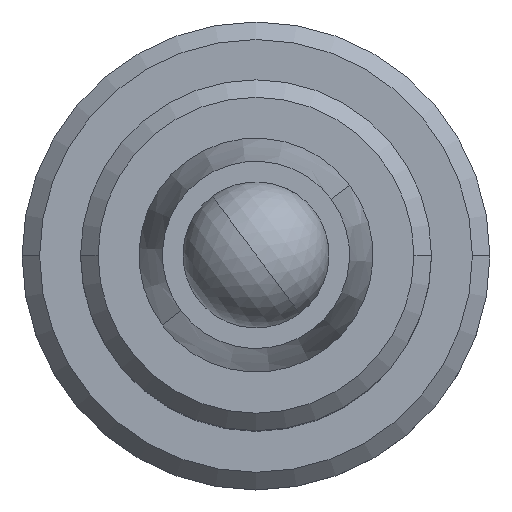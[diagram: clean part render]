
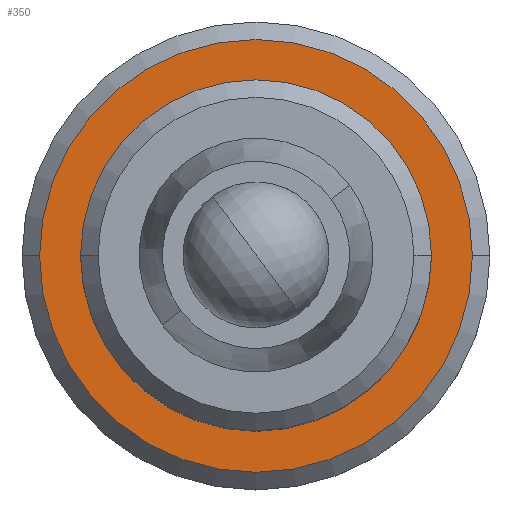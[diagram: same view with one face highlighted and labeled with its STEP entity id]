
A CAD part, top view. The second image highlights one B-rep face of the part: STEP entity #350.
In plain terms, the highlighted planar face has unit normal (0, 0, 1).
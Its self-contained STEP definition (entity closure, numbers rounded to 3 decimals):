
#18 = VERTEX_POINT ( 'NONE', #713 ) ;
#21 = DIRECTION ( 'NONE',  ( 1., 0., 0. ) ) ;
#50 = CIRCLE ( 'NONE', #143, 3.7 ) ;
#108 = ORIENTED_EDGE ( 'NONE', *, *, #785, .T. ) ;
#143 = AXIS2_PLACEMENT_3D ( 'NONE', #728, #308, #380 ) ;
#161 = CARTESIAN_POINT ( 'NONE',  ( -0.615, 0.592, 5.5 ) ) ;
#190 = FACE_BOUND ( 'NONE', #290, .T. ) ;
#191 = CIRCLE ( 'NONE', #267, 3. ) ;
#199 = DIRECTION ( 'NONE',  ( -1., 0., 0. ) ) ;
#208 = CARTESIAN_POINT ( 'NONE',  ( -4.315, 0.592, 5.5 ) ) ;
#224 = DIRECTION ( 'NONE',  ( 0., 0., 1. ) ) ;
#259 = AXIS2_PLACEMENT_3D ( 'NONE', #161, #519, #21 ) ;
#267 = AXIS2_PLACEMENT_3D ( 'NONE', #525, #769, #696 ) ;
#285 = CARTESIAN_POINT ( 'NONE',  ( -0.615, 0.592, 5.5 ) ) ;
#290 = EDGE_LOOP ( 'NONE', ( #608, #319 ) ) ;
#308 = DIRECTION ( 'NONE',  ( 0., 0., 1. ) ) ;
#319 = ORIENTED_EDGE ( 'NONE', *, *, #419, .F. ) ;
#338 = CARTESIAN_POINT ( 'NONE',  ( -0.615, 4.592, 5.5 ) ) ;
#350 = ADVANCED_FACE ( 'NONE', ( #527, #190 ), #693, .F. ) ;
#380 = DIRECTION ( 'NONE',  ( -1., 0., 0. ) ) ;
#391 = AXIS2_PLACEMENT_3D ( 'NONE', #285, #224, #199 ) ;
#397 = DIRECTION ( 'NONE',  ( 0., 0., -1. ) ) ;
#404 = ORIENTED_EDGE ( 'NONE', *, *, #488, .T. ) ;
#418 = VERTEX_POINT ( 'NONE', #208 ) ;
#419 = EDGE_CURVE ( 'NONE', #642, #763, #191, .T. ) ;
#453 = CIRCLE ( 'NONE', #391, 3.7 ) ;
#458 = CIRCLE ( 'NONE', #259, 3. ) ;
#488 = EDGE_CURVE ( 'NONE', #18, #418, #50, .T. ) ;
#519 = DIRECTION ( 'NONE',  ( 0., 0., 1. ) ) ;
#525 = CARTESIAN_POINT ( 'NONE',  ( -0.615, 0.592, 5.5 ) ) ;
#527 = FACE_OUTER_BOUND ( 'NONE', #817, .T. ) ;
#602 = CARTESIAN_POINT ( 'NONE',  ( -3.615, 0.592, 5.5 ) ) ;
#608 = ORIENTED_EDGE ( 'NONE', *, *, #742, .F. ) ;
#642 = VERTEX_POINT ( 'NONE', #602 ) ;
#693 = PLANE ( 'NONE',  #811 ) ;
#696 = DIRECTION ( 'NONE',  ( 1., 0., 0. ) ) ;
#713 = CARTESIAN_POINT ( 'NONE',  ( 3.085, 0.592, 5.5 ) ) ;
#723 = DIRECTION ( 'NONE',  ( -1., 0., 0. ) ) ;
#728 = CARTESIAN_POINT ( 'NONE',  ( -0.615, 0.592, 5.5 ) ) ;
#742 = EDGE_CURVE ( 'NONE', #763, #642, #458, .T. ) ;
#763 = VERTEX_POINT ( 'NONE', #809 ) ;
#769 = DIRECTION ( 'NONE',  ( 0., 0., 1. ) ) ;
#785 = EDGE_CURVE ( 'NONE', #418, #18, #453, .T. ) ;
#809 = CARTESIAN_POINT ( 'NONE',  ( 2.385, 0.592, 5.5 ) ) ;
#811 = AXIS2_PLACEMENT_3D ( 'NONE', #338, #397, #723 ) ;
#817 = EDGE_LOOP ( 'NONE', ( #108, #404 ) ) ;
